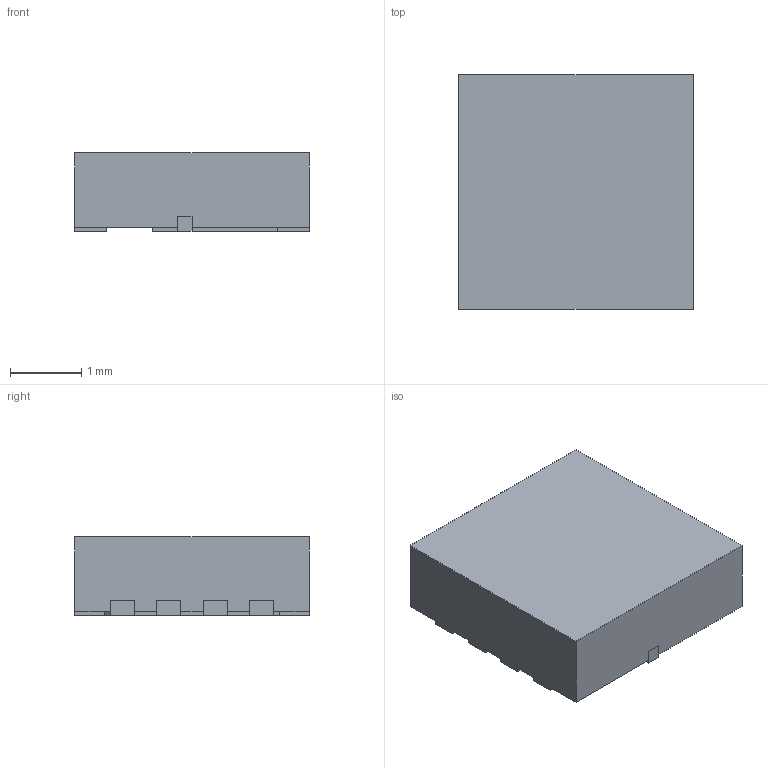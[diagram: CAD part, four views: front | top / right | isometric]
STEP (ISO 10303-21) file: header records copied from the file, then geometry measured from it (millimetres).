
FILE_DESCRIPTION((''),'2;1');
FILE_NAME('DQG0008A_ASM','2016-02-08T',('a0412086'),(''),'PRO/ENGINEER BY PARAMETRIC TECHNOLOGY CORPORATION, 2011490','PRO/ENGINEER BY PARAMETRIC TECHNOLOGY CORPORATION, 2011490','');
FILE_SCHEMA(('AUTOMOTIVE_DESIGN { 1 0 10303 214 1 1 1 1 }'));
Length unit declared in the file: millimetre
Products named in the file (4): BODY-SON; FRAME-DQG0008A; PIN1-ID; DQG0008A_ASM
Assembly tree (3 placements, depth 2):
  DQG0008A_ASM
    BODY-SON
    FRAME-DQG0008A
    PIN1-ID
Bounding box: 3.3 x 3.3 x 1.1 mm (x, y, z)
Volume: 11.7 mm3; surface area: 53 mm2
Topology: 6 solids, 6 shells, 106 faces, 282 edges, 188 vertices
Faces by surface type: plane 106
Entity records: 4578 total; most frequent: CARTESIAN_POINT 590, ORIENTED_EDGE 564, DIRECTION 508, PRESENTATION_STYLE_ASSIGNMENT 293, STYLED_ITEM 288, VECTOR 282, LINE 282, CURVE_STYLE 282
